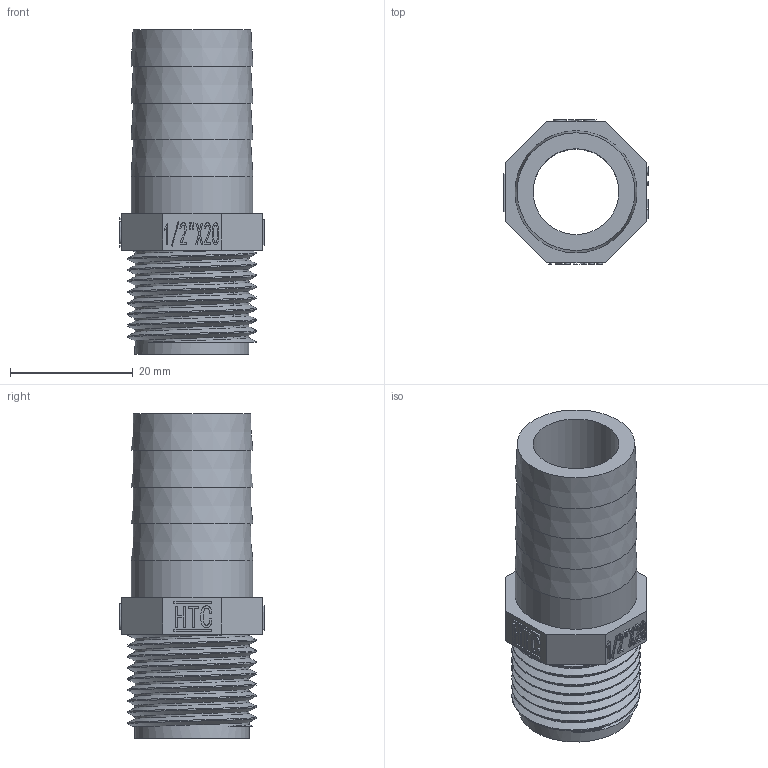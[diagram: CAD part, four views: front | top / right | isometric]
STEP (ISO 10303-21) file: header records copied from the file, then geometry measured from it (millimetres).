
FILE_DESCRIPTION(/* description */ (''),/* implementation_level */ '2;1');
FILE_NAME(/* name */ '1÷2X20软接外螺纹.stp',/* time_stamp */ '2024-01-01T09:05:14+08:00',/* author */ (''),/* organization */ (''),/* preprocessor_version */ 'ST-DEVELOPER v16',/* originating_system */ 'SIEMENS PLM Software NX 10.0',/* authorisation */ '');
FILE_SCHEMA (('AUTOMOTIVE_DESIGN { 1 0 10303 214 3 1 1 1 }'));
Length unit declared in the file: millimetre
Products named in the file (1): gelv150CCF5Bk4qy
Bounding box: 23.6 x 23.6 x 53 mm (x, y, z)
Volume: 8645.3 mm3; surface area: 7106 mm2
Topology: 1 solids, 1 shells, 246 faces, 645 edges, 430 vertices
Faces by surface type: plane 144, extrusion 84, cylinder 12, cone 4, bspline 2
Full cylindrical faces by diameter (mm): 14 x1, 18.631 x9, 19.9 x1
Entity records: 10014 total; most frequent: CARTESIAN_POINT 4903, ORIENTED_EDGE 1224, DIRECTION 636, EDGE_CURVE 612, B_SPLINE_CURVE_WITH_KNOTS 466, VERTEX_POINT 412, VECTOR 298, EDGE_LOOP 276
